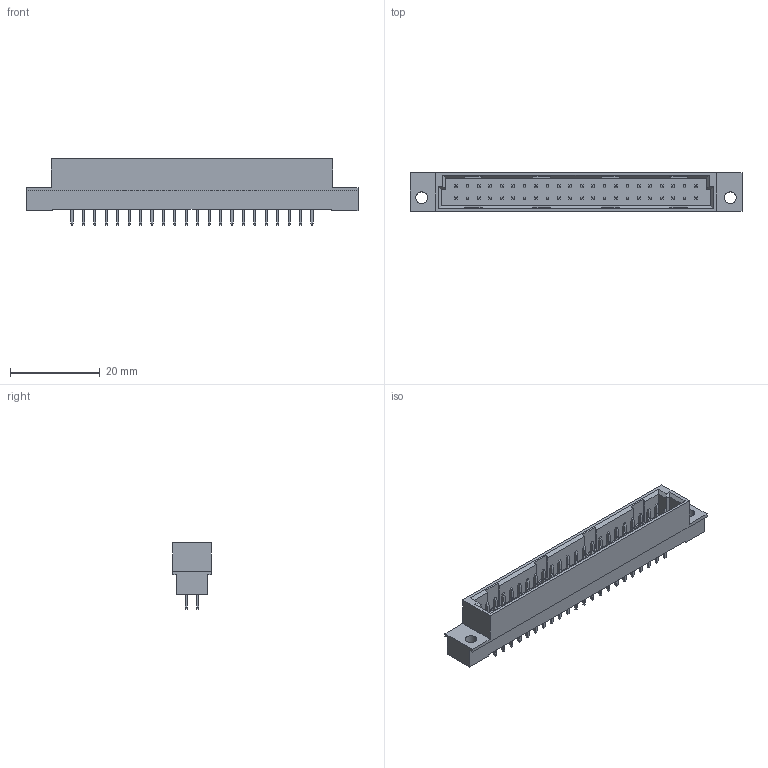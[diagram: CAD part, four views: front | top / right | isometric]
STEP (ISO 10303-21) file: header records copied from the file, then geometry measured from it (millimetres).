
FILE_DESCRIPTION(('FreeCAD Model'),'2;1');
FILE_NAME('Open CASCADE Shape Model','2022-10-19T21:09:57',(''),(''), 'Open CASCADE STEP processor 7.5','FreeCAD','Unknown');
FILE_SCHEMA(('AUTOMOTIVE_DESIGN { 1 0 10303 214 1 1 1 1 }'));
Length unit declared in the file: millimetre
Products named in the file (2): PCN10-44P-2.54DSA001; PCN10-44P-2.54DSA
Assembly tree (1 placements, depth 2):
  PCN10-44P-2.54DSA001
    PCN10-44P-2.54DSA
Bounding box: 73.78 x 8.6 x 14.8 mm (x, y, z)
Volume: 3649.8 mm3; surface area: 4704.3 mm2
Topology: 1 solids, 1 shells, 873 faces, 1980 edges, 1200 vertices
Faces by surface type: plane 869, cylinder 4
Entity records: 29035 total; most frequent: CARTESIAN_POINT 4055, ORIENTED_EDGE 3960, DIRECTION 3738, EDGE_CURVE 1980, LINE 1972, VECTOR 1972, VERTEX_POINT 1200, FACE_BOUND 968
